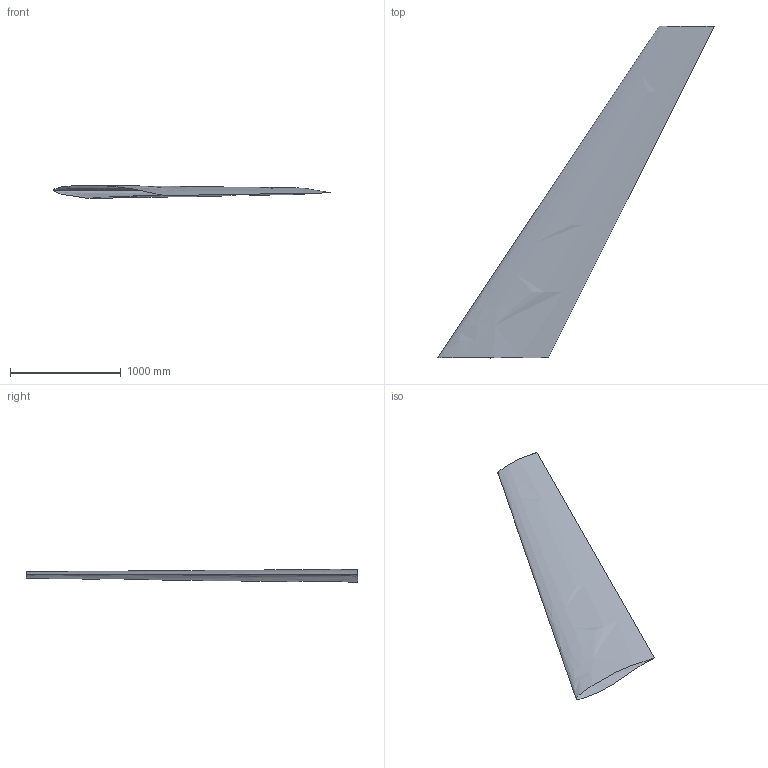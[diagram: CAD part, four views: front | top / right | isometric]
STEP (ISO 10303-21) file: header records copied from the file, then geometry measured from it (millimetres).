
FILE_DESCRIPTION(('CATIA V5 STEP'),'2;1');
FILE_NAME('wingskin.stp','2026-02-17T13:01:59+00:00',('none'),('none'),'CATIA Version 5 Release 21 GA (IN-10)','CATIA V5 STEP AP214 Edition 3','none');
FILE_SCHEMA(('AUTOMOTIVE_DESIGN { 1 0 10303 214 3 1 1 1 }'));
Length unit declared in the file: millimetre
Products named in the file (1): Part1
Bounding box: 2499.4 x 3000 x 118.64 mm (x, y, z)
Surface area: 4599018.6 mm2 (no closed solid volume)
Topology: 0 solids, 1 shells, 2 faces, 10 edges, 10 vertices
Faces by surface type: bspline 2
Entity records: 1865 total; most frequent: CARTESIAN_POINT 1745, B_SPLINE_CURVE_WITH_KNOTS 10, ORIENTED_EDGE 8, EDGE_CURVE 6, PROPERTY_DEFINITION 5, SHAPE_ASPECT 5, REPRESENTATION 4, PROPERTY_DEFINITION_REPRESENTATION 4
